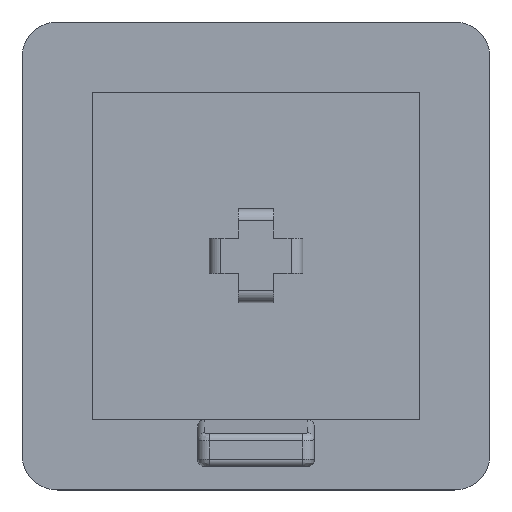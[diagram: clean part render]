
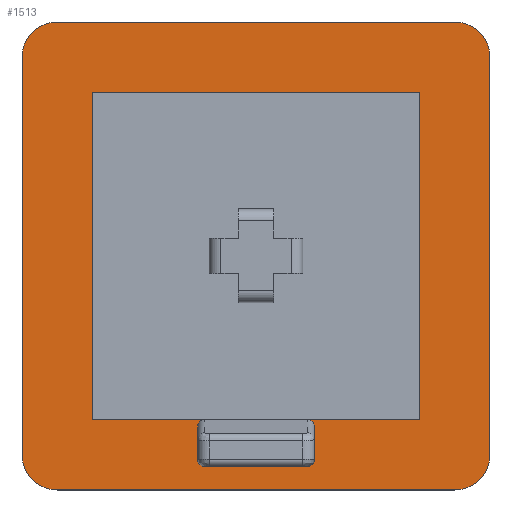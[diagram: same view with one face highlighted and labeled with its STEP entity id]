
A CAD part, top view. The second image highlights one B-rep face of the part: STEP entity #1513.
In plain terms, the highlighted planar face has unit normal (0, 0, 1).
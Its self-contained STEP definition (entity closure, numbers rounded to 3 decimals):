
#73=CARTESIAN_POINT('',(-2.2,-7.,2.5));
#74=VERTEX_POINT('',#73);
#75=CARTESIAN_POINT('',(-2.5,-7.311,2.5));
#76=VERTEX_POINT('',#75);
#77=CARTESIAN_POINT('',(-2.2,-7.311,2.5));
#78=DIRECTION('',(0.0,0.0,-1.0));
#79=DIRECTION('',(0.0,1.0,0.0));
#80=AXIS2_PLACEMENT_3D('',#77,#78,#79);
#81=ELLIPSE('',#80,0.311,0.3);
#82=EDGE_CURVE('',#74,#76,#81,.F.);
#257=CARTESIAN_POINT('',(2.2,-7.,2.5));
#258=VERTEX_POINT('',#257);
#259=CARTESIAN_POINT('',(2.5,-7.311,2.5));
#260=VERTEX_POINT('',#259);
#261=CARTESIAN_POINT('',(2.2,-7.311,2.5));
#262=DIRECTION('',(0.0,0.0,-1.0));
#263=DIRECTION('',(0.0,1.0,0.0));
#264=AXIS2_PLACEMENT_3D('',#261,#262,#263);
#265=ELLIPSE('',#264,0.311,0.3);
#266=EDGE_CURVE('',#258,#260,#265,.T.);
#298=CARTESIAN_POINT('',(2.5,-8.7,2.5));
#299=VERTEX_POINT('',#298);
#306=CARTESIAN_POINT('',(2.5,-7.311,2.5));
#307=DIRECTION('',(0.0,-1.0,0.0));
#308=VECTOR('',#307,1.389);
#309=LINE('',#306,#308);
#310=EDGE_CURVE('',#260,#299,#309,.T.);
#395=CARTESIAN_POINT('',(-2.5,-8.7,2.5));
#396=VERTEX_POINT('',#395);
#397=CARTESIAN_POINT('',(-2.5,-8.7,2.5));
#398=DIRECTION('',(0.0,1.0,0.0));
#399=VECTOR('',#398,1.389);
#400=LINE('',#397,#399);
#401=EDGE_CURVE('',#396,#76,#400,.T.);
#428=CARTESIAN_POINT('',(-2.2,-9.,2.5));
#429=VERTEX_POINT('',#428);
#430=CARTESIAN_POINT('',(-2.2,-8.7,2.5));
#431=DIRECTION('',(0.0,0.0,-1.0));
#432=DIRECTION('',(-0.707,-0.707,0.0));
#433=AXIS2_PLACEMENT_3D('',#430,#431,#432);
#434=CIRCLE('',#433,0.3);
#435=EDGE_CURVE('',#396,#429,#434,.F.);
#624=CARTESIAN_POINT('',(2.2,-9.,2.5));
#625=VERTEX_POINT('',#624);
#626=CARTESIAN_POINT('',(2.2,-8.7,2.5));
#627=DIRECTION('',(0.0,0.0,-1.0));
#628=DIRECTION('',(0.707,-0.707,0.0));
#629=AXIS2_PLACEMENT_3D('',#626,#627,#628);
#630=CIRCLE('',#629,0.3);
#631=EDGE_CURVE('',#625,#299,#630,.F.);
#654=CARTESIAN_POINT('',(2.2,-9.,2.5));
#655=DIRECTION('',(-1.0,0.0,0.0));
#656=VECTOR('',#655,4.4);
#657=LINE('',#654,#656);
#658=EDGE_CURVE('',#625,#429,#657,.T.);
#1228=CARTESIAN_POINT('',(-8.5,-10.0,2.5));
#1229=VERTEX_POINT('',#1228);
#1230=CARTESIAN_POINT('',(-10.0,-8.5,2.5));
#1231=VERTEX_POINT('',#1230);
#1232=CARTESIAN_POINT('',(-8.5,-8.5,2.5));
#1233=DIRECTION('',(0.0,0.0,-1.0));
#1234=DIRECTION('',(-0.707,-0.707,0.0));
#1235=AXIS2_PLACEMENT_3D('',#1232,#1233,#1234);
#1236=CIRCLE('',#1235,1.5);
#1237=EDGE_CURVE('',#1229,#1231,#1236,.T.);
#1304=CARTESIAN_POINT('',(10.0,-8.5,2.5));
#1305=VERTEX_POINT('',#1304);
#1306=CARTESIAN_POINT('',(8.5,-10.0,2.5));
#1307=VERTEX_POINT('',#1306);
#1308=CARTESIAN_POINT('',(8.5,-8.5,2.5));
#1309=DIRECTION('',(0.0,0.0,-1.0));
#1310=DIRECTION('',(0.707,-0.707,0.0));
#1311=AXIS2_PLACEMENT_3D('',#1308,#1309,#1310);
#1312=CIRCLE('',#1311,1.5);
#1313=EDGE_CURVE('',#1305,#1307,#1312,.T.);
#1336=CARTESIAN_POINT('',(-10.0,8.5,2.5));
#1337=VERTEX_POINT('',#1336);
#1338=CARTESIAN_POINT('',(-8.5,10.0,2.5));
#1339=VERTEX_POINT('',#1338);
#1340=CARTESIAN_POINT('',(-8.5,8.5,2.5));
#1341=DIRECTION('',(0.0,0.0,-1.0));
#1342=DIRECTION('',(-0.707,0.707,0.0));
#1343=AXIS2_PLACEMENT_3D('',#1340,#1341,#1342);
#1344=CIRCLE('',#1343,1.5);
#1345=EDGE_CURVE('',#1337,#1339,#1344,.T.);
#1368=CARTESIAN_POINT('',(8.5,10.0,2.5));
#1369=VERTEX_POINT('',#1368);
#1370=CARTESIAN_POINT('',(10.0,8.5,2.5));
#1371=VERTEX_POINT('',#1370);
#1372=CARTESIAN_POINT('',(8.5,8.5,2.5));
#1373=DIRECTION('',(0.0,0.0,-1.0));
#1374=DIRECTION('',(0.707,0.707,0.0));
#1375=AXIS2_PLACEMENT_3D('',#1372,#1373,#1374);
#1376=CIRCLE('',#1375,1.5);
#1377=EDGE_CURVE('',#1369,#1371,#1376,.T.);
#1403=CARTESIAN_POINT('',(-8.5,-10.0,2.5));
#1404=DIRECTION('',(1.0,0.0,0.0));
#1405=VECTOR('',#1404,17.0);
#1406=LINE('',#1403,#1405);
#1407=EDGE_CURVE('',#1229,#1307,#1406,.T.);
#1420=CARTESIAN_POINT('',(10.0,-8.5,2.5));
#1421=DIRECTION('',(0.0,1.0,0.0));
#1422=VECTOR('',#1421,17.0);
#1423=LINE('',#1420,#1422);
#1424=EDGE_CURVE('',#1305,#1371,#1423,.T.);
#1441=CARTESIAN_POINT('',(0.0,0.0,2.5));
#1442=DIRECTION('',(0.0,0.0,1.0));
#1443=DIRECTION('',(1.0,0.0,0.0));
#1444=AXIS2_PLACEMENT_3D('',#1441,#1442,#1443);
#1445=PLANE('',#1444);
#1446=ORIENTED_EDGE('',*,*,#1237,.F.);
#1447=ORIENTED_EDGE('',*,*,#1407,.T.);
#1448=ORIENTED_EDGE('',*,*,#1313,.F.);
#1449=ORIENTED_EDGE('',*,*,#1424,.T.);
#1450=ORIENTED_EDGE('',*,*,#1377,.F.);
#1451=CARTESIAN_POINT('',(8.5,10.0,2.5));
#1452=DIRECTION('',(-1.0,0.0,0.0));
#1453=VECTOR('',#1452,17.0);
#1454=LINE('',#1451,#1453);
#1455=EDGE_CURVE('',#1369,#1339,#1454,.T.);
#1456=ORIENTED_EDGE('',*,*,#1455,.T.);
#1457=ORIENTED_EDGE('',*,*,#1345,.F.);
#1458=CARTESIAN_POINT('',(-10.0,8.5,2.5));
#1459=DIRECTION('',(0.0,-1.0,0.0));
#1460=VECTOR('',#1459,17.0);
#1461=LINE('',#1458,#1460);
#1462=EDGE_CURVE('',#1337,#1231,#1461,.T.);
#1463=ORIENTED_EDGE('',*,*,#1462,.T.);
#1464=EDGE_LOOP('',(#1446,#1447,#1448,#1449,#1450,#1456,#1457,#1463));
#1465=FACE_OUTER_BOUND('',#1464,.T.);
#1466=ORIENTED_EDGE('',*,*,#310,.T.);
#1467=ORIENTED_EDGE('',*,*,#631,.F.);
#1468=ORIENTED_EDGE('',*,*,#658,.T.);
#1469=ORIENTED_EDGE('',*,*,#435,.F.);
#1470=ORIENTED_EDGE('',*,*,#401,.T.);
#1471=ORIENTED_EDGE('',*,*,#82,.F.);
#1472=CARTESIAN_POINT('',(-7.,-7.0,2.5));
#1473=VERTEX_POINT('',#1472);
#1474=CARTESIAN_POINT('',(-2.2,-7.,2.5));
#1475=DIRECTION('',(-1.0,0.0,0.0));
#1476=VECTOR('',#1475,4.8);
#1477=LINE('',#1474,#1476);
#1478=EDGE_CURVE('',#74,#1473,#1477,.T.);
#1479=ORIENTED_EDGE('',*,*,#1478,.T.);
#1480=CARTESIAN_POINT('',(-7.0,7.,2.5));
#1481=VERTEX_POINT('',#1480);
#1482=CARTESIAN_POINT('',(-7.,-7.0,2.5));
#1483=DIRECTION('',(0.0,1.0,0.0));
#1484=VECTOR('',#1483,14.);
#1485=LINE('',#1482,#1484);
#1486=EDGE_CURVE('',#1473,#1481,#1485,.T.);
#1487=ORIENTED_EDGE('',*,*,#1486,.T.);
#1488=CARTESIAN_POINT('',(7.,7.0,2.5));
#1489=VERTEX_POINT('',#1488);
#1490=CARTESIAN_POINT('',(-7.0,7.,2.5));
#1491=DIRECTION('',(1.0,0.0,0.0));
#1492=VECTOR('',#1491,14.);
#1493=LINE('',#1490,#1492);
#1494=EDGE_CURVE('',#1481,#1489,#1493,.T.);
#1495=ORIENTED_EDGE('',*,*,#1494,.T.);
#1496=CARTESIAN_POINT('',(7.0,-7.,2.5));
#1497=VERTEX_POINT('',#1496);
#1498=CARTESIAN_POINT('',(7.,7.0,2.5));
#1499=DIRECTION('',(0.0,-1.0,0.0));
#1500=VECTOR('',#1499,14.);
#1501=LINE('',#1498,#1500);
#1502=EDGE_CURVE('',#1489,#1497,#1501,.T.);
#1503=ORIENTED_EDGE('',*,*,#1502,.T.);
#1504=CARTESIAN_POINT('',(7.0,-7.,2.5));
#1505=DIRECTION('',(-1.0,0.0,0.0));
#1506=VECTOR('',#1505,4.8);
#1507=LINE('',#1504,#1506);
#1508=EDGE_CURVE('',#1497,#258,#1507,.T.);
#1509=ORIENTED_EDGE('',*,*,#1508,.T.);
#1510=ORIENTED_EDGE('',*,*,#266,.T.);
#1511=EDGE_LOOP('',(#1466,#1467,#1468,#1469,#1470,#1471,#1479,#1487,#1495,#1503,#1509,#1510));
#1512=FACE_BOUND('',#1511,.T.);
#1513=ADVANCED_FACE('',(#1465,#1512),#1445,.T.);
